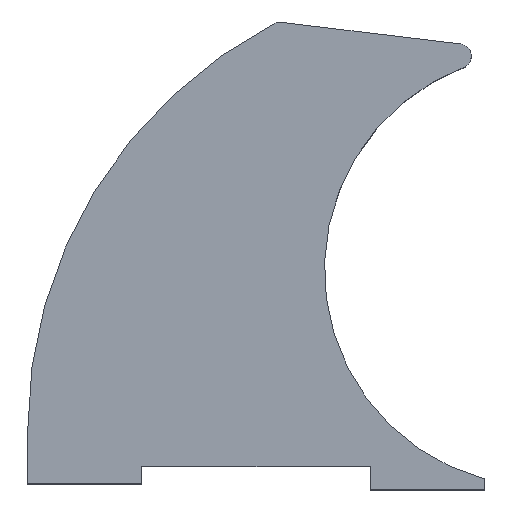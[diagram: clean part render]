
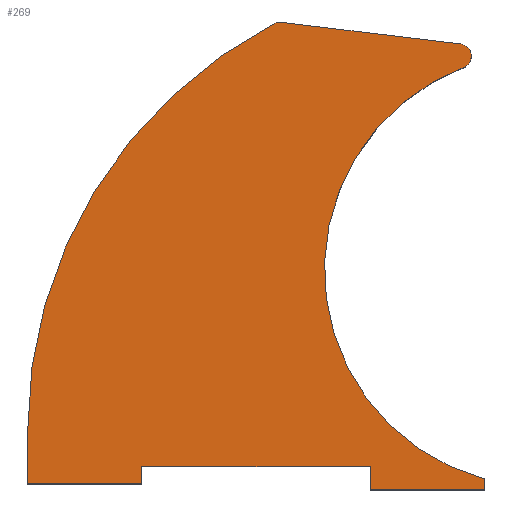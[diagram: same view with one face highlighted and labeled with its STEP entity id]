
A CAD part, top view. The second image highlights one B-rep face of the part: STEP entity #269.
In plain terms, the highlighted planar face has unit normal (0, 0, 1).
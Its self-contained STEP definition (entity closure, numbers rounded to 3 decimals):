
#32=FACE_OUTER_BOUND('',#46,.T.);
#46=EDGE_LOOP('',(#233,#234,#235,#236,#237,#238,#239,#240,#241,#242,#243,
#244));
#50=CIRCLE('',#299,53.333);
#51=CIRCLE('',#303,1.428);
#52=CIRCLE('',#305,25.333);
#62=LINE('',#414,#92);
#66=LINE('',#423,#96);
#68=LINE('',#427,#98);
#72=LINE('',#439,#102);
#74=LINE('',#443,#104);
#76=LINE('',#447,#106);
#78=LINE('',#451,#108);
#80=LINE('',#455,#110);
#82=LINE('',#458,#112);
#92=VECTOR('',#334,10.);
#96=VECTOR('',#344,10.);
#98=VECTOR('',#348,10.);
#102=VECTOR('',#362,10.);
#104=VECTOR('',#366,10.);
#106=VECTOR('',#370,10.);
#108=VECTOR('',#374,10.);
#110=VECTOR('',#378,10.);
#112=VECTOR('',#382,10.);
#125=VERTEX_POINT('',#412);
#126=VERTEX_POINT('',#413);
#127=VERTEX_POINT('',#418);
#128=VERTEX_POINT('',#422);
#129=VERTEX_POINT('',#426);
#130=VERTEX_POINT('',#430);
#131=VERTEX_POINT('',#434);
#132=VERTEX_POINT('',#438);
#133=VERTEX_POINT('',#442);
#134=VERTEX_POINT('',#446);
#135=VERTEX_POINT('',#450);
#136=VERTEX_POINT('',#454);
#149=EDGE_CURVE('',#125,#126,#62,.T.);
#152=EDGE_CURVE('',#126,#127,#50,.T.);
#154=EDGE_CURVE('',#127,#128,#66,.T.);
#156=EDGE_CURVE('',#128,#129,#68,.T.);
#158=EDGE_CURVE('',#129,#130,#51,.T.);
#160=EDGE_CURVE('',#130,#131,#52,.T.);
#162=EDGE_CURVE('',#131,#132,#72,.T.);
#164=EDGE_CURVE('',#132,#133,#74,.T.);
#166=EDGE_CURVE('',#133,#134,#76,.T.);
#168=EDGE_CURVE('',#134,#135,#78,.T.);
#170=EDGE_CURVE('',#135,#136,#80,.T.);
#172=EDGE_CURVE('',#136,#125,#82,.T.);
#233=ORIENTED_EDGE('',*,*,#149,.F.);
#234=ORIENTED_EDGE('',*,*,#172,.F.);
#235=ORIENTED_EDGE('',*,*,#170,.F.);
#236=ORIENTED_EDGE('',*,*,#168,.F.);
#237=ORIENTED_EDGE('',*,*,#166,.F.);
#238=ORIENTED_EDGE('',*,*,#164,.F.);
#239=ORIENTED_EDGE('',*,*,#162,.F.);
#240=ORIENTED_EDGE('',*,*,#160,.F.);
#241=ORIENTED_EDGE('',*,*,#158,.F.);
#242=ORIENTED_EDGE('',*,*,#156,.F.);
#243=ORIENTED_EDGE('',*,*,#154,.F.);
#244=ORIENTED_EDGE('',*,*,#152,.F.);
#255=PLANE('',#312);
#269=ADVANCED_FACE('',(#32),#255,.T.);
#299=AXIS2_PLACEMENT_3D('',#419,#339,#340);
#303=AXIS2_PLACEMENT_3D('',#431,#352,#353);
#305=AXIS2_PLACEMENT_3D('',#435,#357,#358);
#312=AXIS2_PLACEMENT_3D('',#459,#383,#384);
#334=DIRECTION('',(0.,1.,0.));
#339=DIRECTION('center_axis',(0.,0.,-1.));
#340=DIRECTION('ref_axis',(-0.459,0.889,0.));
#344=DIRECTION('',(0.932,0.363,0.));
#348=DIRECTION('',(0.993,-0.12,0.));
#352=DIRECTION('center_axis',(0.,0.,-1.));
#353=DIRECTION('ref_axis',(0.494,-0.869,0.));
#357=DIRECTION('center_axis',(0.,0.,1.));
#358=DIRECTION('ref_axis',(0.351,-0.936,0.));
#362=DIRECTION('',(0.,-1.,0.));
#366=DIRECTION('',(-1.,0.,0.));
#370=DIRECTION('',(0.,1.,0.));
#374=DIRECTION('',(-1.,0.,0.));
#378=DIRECTION('',(0.,-1.,0.));
#382=DIRECTION('',(-1.,0.,0.));
#383=DIRECTION('center_axis',(0.,0.,1.));
#384=DIRECTION('ref_axis',(1.,0.,0.));
#412=CARTESIAN_POINT('',(3.677,5.041,12.5));
#413=CARTESIAN_POINT('',(3.677,11.408,12.5));
#414=CARTESIAN_POINT('',(3.677,11.708,12.5));
#418=CARTESIAN_POINT('',(32.556,58.805,12.5));
#419=CARTESIAN_POINT('Origin',(57.01,11.408,12.5));
#422=CARTESIAN_POINT('',(32.991,58.974,12.5));
#423=CARTESIAN_POINT('',(32.991,58.974,12.5));
#426=CARTESIAN_POINT('',(54.236,56.408,12.5));
#427=CARTESIAN_POINT('',(54.306,56.4,12.5));
#430=CARTESIAN_POINT('',(54.77,53.749,12.5));
#431=CARTESIAN_POINT('Origin',(54.064,54.991,12.5));
#434=CARTESIAN_POINT('',(57.01,5.59,12.5));
#435=CARTESIAN_POINT('Origin',(63.672,30.032,12.5));
#438=CARTESIAN_POINT('',(57.01,4.341,12.5));
#439=CARTESIAN_POINT('',(57.01,4.341,12.5));
#442=CARTESIAN_POINT('',(43.677,4.341,12.5));
#443=CARTESIAN_POINT('',(43.677,4.341,12.5));
#446=CARTESIAN_POINT('',(43.677,7.041,12.5));
#447=CARTESIAN_POINT('',(43.677,7.041,12.5));
#450=CARTESIAN_POINT('',(17.01,7.041,12.5));
#451=CARTESIAN_POINT('',(17.01,7.041,12.5));
#454=CARTESIAN_POINT('',(17.01,5.041,12.5));
#455=CARTESIAN_POINT('',(17.01,5.041,12.5));
#458=CARTESIAN_POINT('',(3.677,5.041,12.5));
#459=CARTESIAN_POINT('Origin',(31.643,27.718,12.5));
